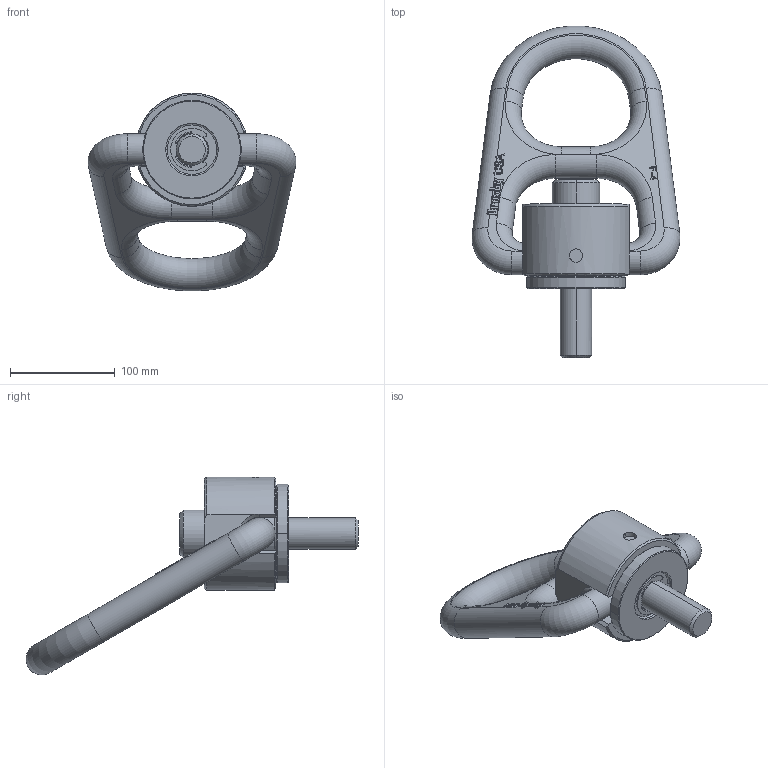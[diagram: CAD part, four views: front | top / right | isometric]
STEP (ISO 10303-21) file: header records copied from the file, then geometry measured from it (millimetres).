
FILE_DESCRIPTION((''),'2;1');
FILE_NAME('CROSBY_HR-1000M_4_1068370','2014-09-17T',('alan doughty'),('The Crosby Group LLC'),'PRO/ENGINEER BY PARAMETRIC TECHNOLOGY CORPORATION, 2014050','PRO/ENGINEER BY PARAMETRIC TECHNOLOGY CORPORATION, 2014050','');
FILE_SCHEMA(('AUTOMOTIVE_DESIGN { 1 0 10303 214 1 1 1 1 }'));
Length unit declared in the file: inch
Products named in the file (1): CROSBY_HR-1000M_4_1068370
Bounding box: 198.44 x 316.86 x 188.81 mm (x, y, z)
Volume: 1352093.5 mm3; surface area: 179221.8 mm2
Topology: 2 solids, 2 shells, 361 faces, 963 edges, 619 vertices
Faces by surface type: plane 154, extrusion 80, cylinder 62, cone 28, torus 27, bspline 8, sphere 2
Entity records: 16243 total; most frequent: CARTESIAN_POINT 4342, ORIENTED_EDGE 1922, DIRECTION 1558, PRESENTATION_STYLE_ASSIGNMENT 963, STYLED_ITEM 963, CURVE_STYLE 961, EDGE_CURVE 961, VERTEX_POINT 619
